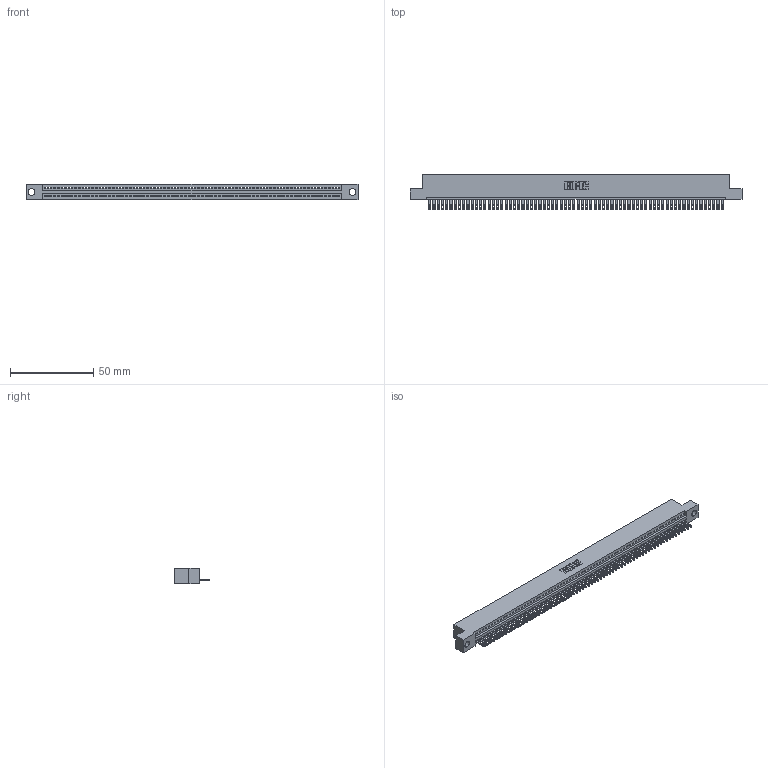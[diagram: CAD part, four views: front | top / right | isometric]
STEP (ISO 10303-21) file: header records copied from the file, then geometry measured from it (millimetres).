
FILE_DESCRIPTION (( 'STEP AP203' ), '1' );
FILE_NAME ('345-070-500-104.STEP', '2019-10-12T13:58:43', ( '' ), ( '' ), 'SwSTEP 2.0', 'SolidWorks 2016', '' );
FILE_SCHEMA (( 'CONFIG_CONTROL_DESIGN' ));
Length unit declared in the file: inch
Products named in the file (3): 345-070-500-104; 345-292-001_345-293-100; 345 Part_Flush Mounting Lugs - 0.156 Dia-TH
Assembly tree (71 placements, depth 2):
  345-070-500-104
    345 Part_Flush Mounting Lugs - 0.156 Dia-TH
    345-292-001_345-293-100  x70
Bounding box: 199.01 x 21.51 x 9.4 mm (x, y, z)
Volume: 19086.9 mm3; surface area: 25711.3 mm2
Topology: 71 solids, 71 shells, 3906 faces, 12101 edges, 8066 vertices
Faces by surface type: plane 2460, cylinder 1446
Entity records: 48847 total; most frequent: ORIENTED_EDGE 8470, CARTESIAN_POINT 8466, DIRECTION 7355, EDGE_CURVE 4235, LINE 3819, VECTOR 3819, VERTEX_POINT 2822, AXIS2_PLACEMENT_3D 1768
